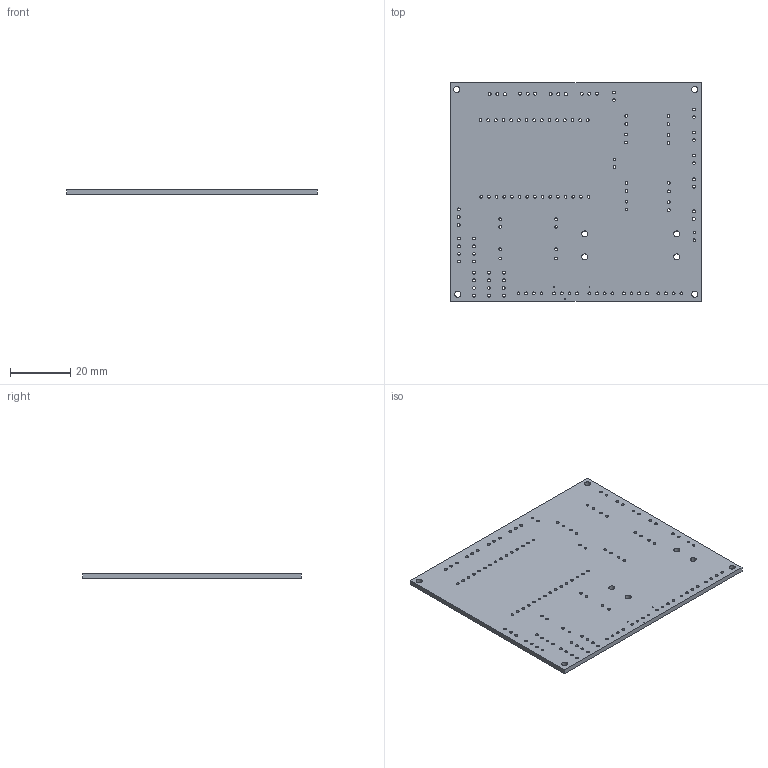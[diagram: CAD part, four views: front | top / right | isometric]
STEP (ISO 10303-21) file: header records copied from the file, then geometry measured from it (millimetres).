
FILE_DESCRIPTION(('Designed by EasyEDA Pro'),'2;1');
FILE_NAME('Open CASCADE Shape Model','2023-03-22T13:49:57',('Author'),( 'Open CASCADE'),'Open CASCADE STEP processor 7.6','Open CASCADE 7.6' ,'Unknown');
FILE_SCHEMA(('AUTOMOTIVE_DESIGN { 1 0 10303 214 1 1 1 1 }'));
Length unit declared in the file: millimetre
Products named in the file (2): PCBModel; COMPOUND
Assembly tree (1 placements, depth 2):
  PCBModel
    COMPOUND
Bounding box: 83.08 x 72.49 x 1.6 mm (x, y, z)
Volume: 9461.1 mm3; surface area: 12990.6 mm2
Topology: 1 solids, 1 shells, 154 faces, 456 edges, 304 vertices
Faces by surface type: cylinder 142, plane 12
Full cylindrical faces by diameter (mm): 0.305 x3, 0.81 x2, 0.914 x106, 1 x15, 2.032 x4
Entity records: 6972 total; most frequent: DIRECTION 1052, CARTESIAN_POINT 916, ORIENTED_EDGE 912, EDGE_CURVE 456, AXIS2_PLACEMENT_3D 440, FACE_BOUND 426, EDGE_LOOP 426, VERTEX_POINT 304
